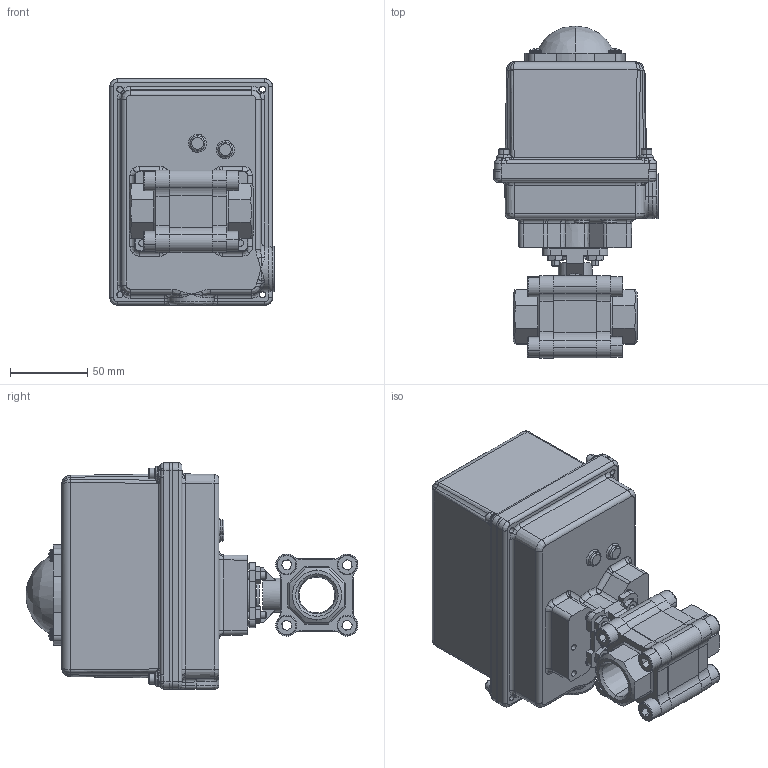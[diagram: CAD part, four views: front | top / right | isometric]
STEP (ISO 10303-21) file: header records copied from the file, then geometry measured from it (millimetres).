
FILE_DESCRIPTION (( 'STEP AP203' ), '1' );
FILE_NAME ('4700-075F-ER-1.STEP', '2017-11-09T21:44:36', ( '' ), ( '' ), 'SwSTEP 2.0', 'SolidWorks 2014', '' );
FILE_SCHEMA (( 'CONFIG_CONTROL_DESIGN' ));
Length unit declared in the file: inch
Products named in the file (1): 4700-075F-ER-1
Bounding box: 106.17 x 214.3 x 146.05 mm (x, y, z)
Surface area: 112473.8 mm2 (no closed solid volume)
Topology: 0 solids, 27 shells, 871 faces, 2580 edges, 1694 vertices
Faces by surface type: plane 312, cylinder 243, bspline 225, cone 91
Entity records: 40006 total; most frequent: CARTESIAN_POINT 19299, ORIENTED_EDGE 4390, DIRECTION 3683, EDGE_CURVE 2558, VERTEX_POINT 1694, AXIS2_PLACEMENT_3D 1329, LINE 1025, VECTOR 1025
